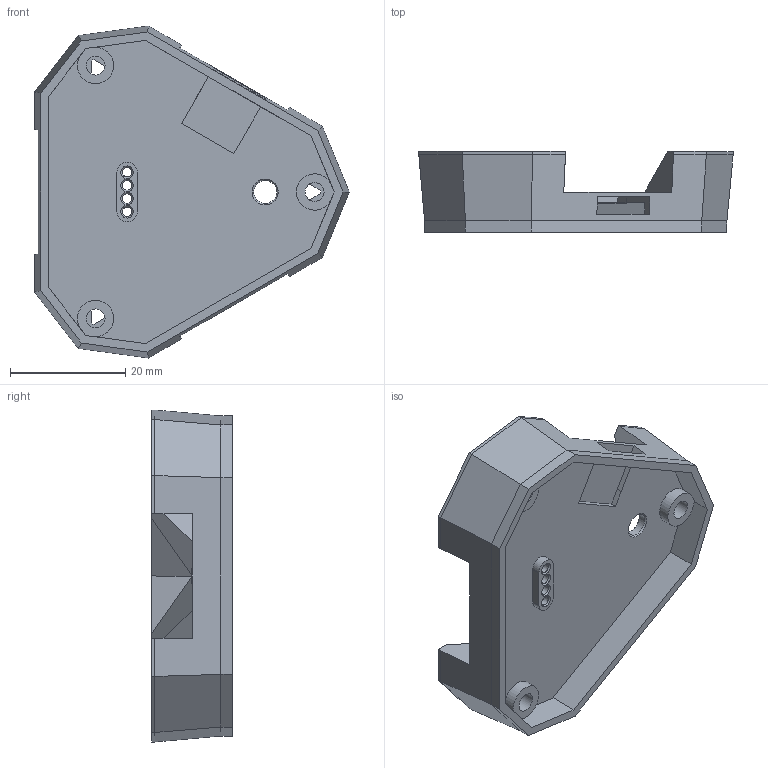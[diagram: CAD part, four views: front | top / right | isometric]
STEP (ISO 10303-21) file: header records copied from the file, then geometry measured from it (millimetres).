
FILE_DESCRIPTION(/* description */ (''),/* implementation_level */ '2;1');
FILE_NAME(/* name */ 'Base Station V1.stp',/* time_stamp */ '2024-06-07T16:06:46-07:00',/* author */ ('User'),/* organization */ (''),/* preprocessor_version */ 'ST-DEVELOPER v18.1',/* originating_system */ 'Autodesk Inventor 2021',/* authorisation */ '');
FILE_SCHEMA (('AUTOMOTIVE_DESIGN { 1 0 10303 214 3 1 1 }'));
Length unit declared in the file: millimetre
Products named in the file (1): rough base test
Bounding box: 54.45 x 14 x 57.51 mm (x, y, z)
Volume: 8138.8 mm3; surface area: 7986.4 mm2
Topology: 1 solids, 1 shells, 107 faces, 311 edges, 204 vertices
Faces by surface type: plane 84, cylinder 13, cone 6, torus 4
Full cylindrical faces by diameter (mm): 1.65 x4, 3.3 x3, 4 x1
Entity records: 3598 total; most frequent: CARTESIAN_POINT 623, ORIENTED_EDGE 622, DIRECTION 603, EDGE_CURVE 311, LINE 235, VECTOR 235, VERTEX_POINT 204, AXIS2_PLACEMENT_3D 184
